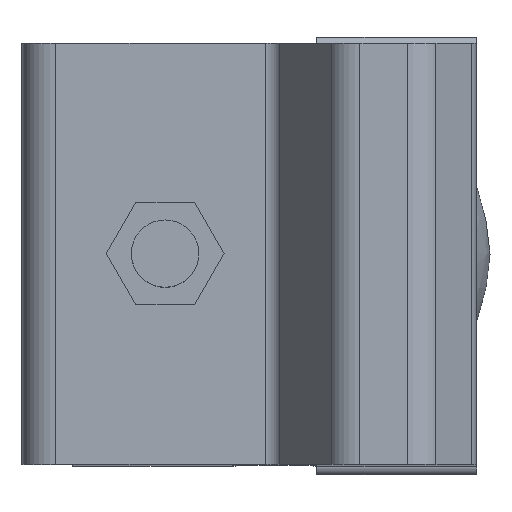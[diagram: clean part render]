
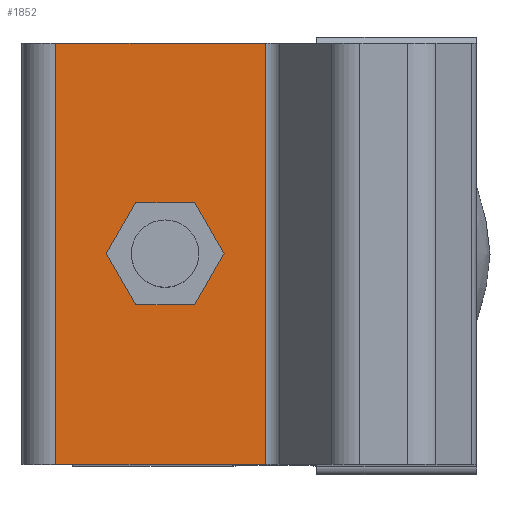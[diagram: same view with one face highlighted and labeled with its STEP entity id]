
A CAD part, top view. The second image highlights one B-rep face of the part: STEP entity #1852.
In plain terms, the highlighted planar face has unit normal (0, 0, 1).
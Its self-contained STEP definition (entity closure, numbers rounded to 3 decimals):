
#119=DIRECTION('',(1.,0.,0.));
#120=VECTOR('',#119,12.465);
#121=CARTESIAN_POINT('',(-1.,0.,-6.));
#122=LINE('',#121,#120);
#283=DIRECTION('',(1.,0.,0.));
#284=VECTOR('',#283,12.465);
#285=CARTESIAN_POINT('',(-1.,25.,-6.));
#286=LINE('',#285,#284);
#673=DIRECTION('',(0.,1.,0.));
#674=VECTOR('',#673,25.);
#675=CARTESIAN_POINT('',(-1.,0.,-6.));
#676=LINE('',#675,#674);
#680=DIRECTION('',(0.,-1.,0.));
#681=VECTOR('',#680,25.);
#682=CARTESIAN_POINT('',(11.465,25.,-6.));
#683=LINE('',#682,#681);
#687=DIRECTION('',(0.5,-0.866,0.));
#688=VECTOR('',#687,3.5);
#689=CARTESIAN_POINT('',(2.,12.5,-6.));
#690=LINE('',#689,#688);
#694=DIRECTION('',(1.,0.,0.));
#695=VECTOR('',#694,3.5);
#696=CARTESIAN_POINT('',(3.75,9.469,-6.));
#697=LINE('',#696,#695);
#701=DIRECTION('',(0.5,0.866,0.));
#702=VECTOR('',#701,3.5);
#703=CARTESIAN_POINT('',(7.25,9.469,-6.));
#704=LINE('',#703,#702);
#708=DIRECTION('',(-0.5,0.866,0.));
#709=VECTOR('',#708,3.5);
#710=CARTESIAN_POINT('',(9.,12.5,-6.));
#711=LINE('',#710,#709);
#715=DIRECTION('',(-1.,0.,0.));
#716=VECTOR('',#715,3.5);
#717=CARTESIAN_POINT('',(7.25,15.531,-6.));
#718=LINE('',#717,#716);
#722=DIRECTION('',(-0.5,-0.866,0.));
#723=VECTOR('',#722,3.5);
#724=CARTESIAN_POINT('',(3.75,15.531,-6.));
#725=LINE('',#724,#723);
#1209=CARTESIAN_POINT('',(11.465,25.,-6.));
#1210=CARTESIAN_POINT('',(11.465,0.,-6.));
#1211=VERTEX_POINT('',#1209);
#1212=VERTEX_POINT('',#1210);
#1218=CARTESIAN_POINT('',(-1.,25.,-6.));
#1220=VERTEX_POINT('',#1218);
#1221=CARTESIAN_POINT('',(-1.,0.,-6.));
#1222=VERTEX_POINT('',#1221);
#1335=CARTESIAN_POINT('',(2.,12.5,-6.));
#1336=CARTESIAN_POINT('',(3.75,9.469,-6.));
#1337=VERTEX_POINT('',#1335);
#1338=VERTEX_POINT('',#1336);
#1339=CARTESIAN_POINT('',(7.25,9.469,-6.));
#1340=VERTEX_POINT('',#1339);
#1341=CARTESIAN_POINT('',(9.,12.5,-6.));
#1342=VERTEX_POINT('',#1341);
#1343=CARTESIAN_POINT('',(7.25,15.531,-6.));
#1344=VERTEX_POINT('',#1343);
#1345=CARTESIAN_POINT('',(3.75,15.531,-6.));
#1346=VERTEX_POINT('',#1345);
#1826=CARTESIAN_POINT('',(12.,25.,-6.));
#1827=DIRECTION('',(0.,0.,-1.));
#1828=DIRECTION('',(-1.,0.,0.));
#1829=AXIS2_PLACEMENT_3D('',#1826,#1827,#1828);
#1830=PLANE('',#1829);
#1831=ORIENTED_EDGE('',*,*,#1819,.T.);
#1832=ORIENTED_EDGE('',*,*,#1475,.T.);
#1834=ORIENTED_EDGE('',*,*,#1833,.T.);
#1835=ORIENTED_EDGE('',*,*,#1402,.F.);
#1836=EDGE_LOOP('',(#1831,#1832,#1834,#1835));
#1837=FACE_OUTER_BOUND('',#1836,.F.);
#1839=ORIENTED_EDGE('',*,*,#1838,.T.);
#1841=ORIENTED_EDGE('',*,*,#1840,.T.);
#1843=ORIENTED_EDGE('',*,*,#1842,.T.);
#1845=ORIENTED_EDGE('',*,*,#1844,.T.);
#1847=ORIENTED_EDGE('',*,*,#1846,.T.);
#1849=ORIENTED_EDGE('',*,*,#1848,.T.);
#1850=EDGE_LOOP('',(#1839,#1841,#1843,#1845,#1847,#1849));
#1851=FACE_BOUND('',#1850,.F.);
#1852=ADVANCED_FACE('',(#1837,#1851),#1830,.F.);
#1402=EDGE_CURVE('',#1222,#1212,#122,.T.);
#1475=EDGE_CURVE('',#1220,#1211,#286,.T.);
#1819=EDGE_CURVE('',#1222,#1220,#676,.T.);
#1833=EDGE_CURVE('',#1211,#1212,#683,.T.);
#1838=EDGE_CURVE('',#1337,#1338,#690,.T.);
#1840=EDGE_CURVE('',#1338,#1340,#697,.T.);
#1842=EDGE_CURVE('',#1340,#1342,#704,.T.);
#1844=EDGE_CURVE('',#1342,#1344,#711,.T.);
#1846=EDGE_CURVE('',#1344,#1346,#718,.T.);
#1848=EDGE_CURVE('',#1346,#1337,#725,.T.);
